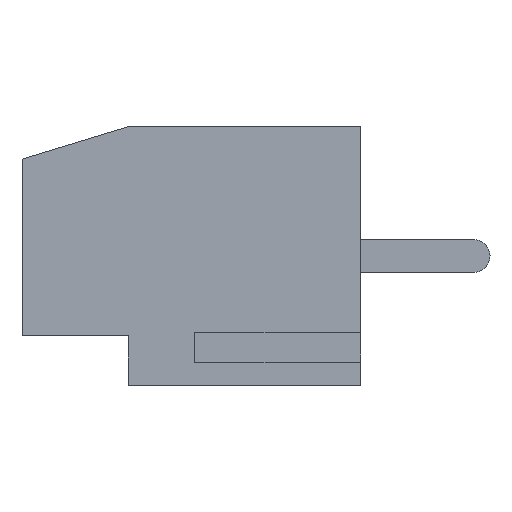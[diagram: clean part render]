
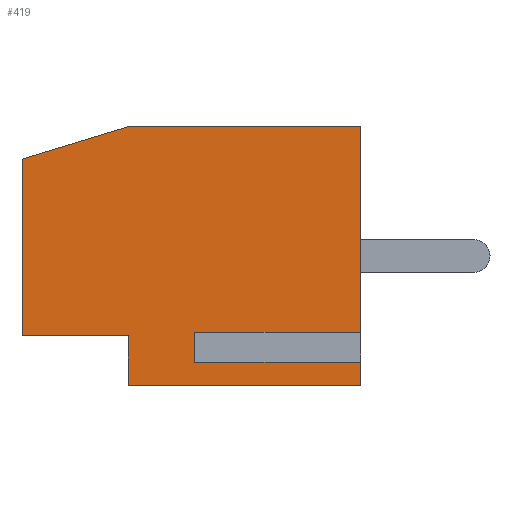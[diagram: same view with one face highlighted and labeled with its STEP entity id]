
A CAD part, left-side view. The second image highlights one B-rep face of the part: STEP entity #419.
In plain terms, the highlighted planar face has unit normal (-1, 0, 0).
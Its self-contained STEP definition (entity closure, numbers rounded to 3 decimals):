
#284 = CARTESIAN_POINT ( 'NONE',  ( -5., 10.2, 2.922 ) ) ;
#325 = CARTESIAN_POINT ( 'NONE',  ( -5., 10.2, -2.4 ) ) ;
#419 = ADVANCED_FACE ( 'NONE', ( #915 ), #2169, .F. ) ;
#476 = CARTESIAN_POINT ( 'NONE',  ( -5., 7., -2.4 ) ) ;
#487 = ORIENTED_EDGE ( 'NONE', *, *, #1301, .F. ) ;
#543 = VERTEX_POINT ( 'NONE', #3897 ) ;
#547 = EDGE_CURVE ( 'NONE', #3262, #2791, #1059, .T. ) ;
#566 = DIRECTION ( 'NONE',  ( 0., 1., 0. ) ) ;
#569 = ORIENTED_EDGE ( 'NONE', *, *, #2835, .F. ) ;
#588 = DIRECTION ( 'NONE',  ( 1., 0., 0. ) ) ;
#589 = EDGE_LOOP ( 'NONE', ( #3361, #1463, #904, #2641, #1107, #487, #703, #3062, #3023, #1482, #569 ) ) ;
#634 = LINE ( 'NONE', #1908, #2484 ) ;
#646 = LINE ( 'NONE', #1918, #2525 ) ;
#703 = ORIENTED_EDGE ( 'NONE', *, *, #3106, .F. ) ;
#704 = VERTEX_POINT ( 'NONE', #325 ) ;
#749 = CARTESIAN_POINT ( 'NONE',  ( -5., 7., -3.9 ) ) ;
#883 = DIRECTION ( 'NONE',  ( 0., 0., -1. ) ) ;
#890 = DIRECTION ( 'NONE',  ( 0., -0.956, 0.292 ) ) ;
#904 = ORIENTED_EDGE ( 'NONE', *, *, #547, .T. ) ;
#915 = FACE_OUTER_BOUND ( 'NONE', #589, .T. ) ;
#922 = LINE ( 'NONE', #2176, #3675 ) ;
#1059 = LINE ( 'NONE', #2307, #2226 ) ;
#1107 = ORIENTED_EDGE ( 'NONE', *, *, #2919, .F. ) ;
#1125 = VECTOR ( 'NONE', #3759, 1000. ) ;
#1183 = VECTOR ( 'NONE', #1750, 1000. ) ;
#1192 = CARTESIAN_POINT ( 'NONE',  ( -5., 0., 3.9 ) ) ;
#1199 = LINE ( 'NONE', #2443, #2568 ) ;
#1231 = LINE ( 'NONE', #2481, #1125 ) ;
#1247 = LINE ( 'NONE', #2498, #2199 ) ;
#1260 = VERTEX_POINT ( 'NONE', #1192 ) ;
#1301 = EDGE_CURVE ( 'NONE', #1678, #1925, #2456, .T. ) ;
#1379 = VERTEX_POINT ( 'NONE', #1916 ) ;
#1463 = ORIENTED_EDGE ( 'NONE', *, *, #3975, .T. ) ;
#1482 = ORIENTED_EDGE ( 'NONE', *, *, #3416, .F. ) ;
#1527 = VECTOR ( 'NONE', #883, 1000. ) ;
#1678 = VERTEX_POINT ( 'NONE', #284 ) ;
#1750 = DIRECTION ( 'NONE',  ( 0., 1., 0. ) ) ;
#1864 = DIRECTION ( 'NONE',  ( 0., 0., -1. ) ) ;
#1908 = CARTESIAN_POINT ( 'NONE',  ( -5., 7., 3.9 ) ) ;
#1916 = CARTESIAN_POINT ( 'NONE',  ( -5., 7., -2.4 ) ) ;
#1918 = CARTESIAN_POINT ( 'NONE',  ( -5., 5., -3.009 ) ) ;
#1925 = VERTEX_POINT ( 'NONE', #3148 ) ;
#1941 = AXIS2_PLACEMENT_3D ( 'NONE', #3424, #588, #1864 ) ;
#2003 = VERTEX_POINT ( 'NONE', #2608 ) ;
#2092 = EDGE_CURVE ( 'NONE', #1379, #704, #3314, .T. ) ;
#2150 = LINE ( 'NONE', #3402, #2812 ) ;
#2169 = PLANE ( 'NONE',  #1941 ) ;
#2176 = CARTESIAN_POINT ( 'NONE',  ( -5., 5., -3.009 ) ) ;
#2199 = VECTOR ( 'NONE', #3777, 1000. ) ;
#2226 = VECTOR ( 'NONE', #3575, 1000. ) ;
#2233 = CARTESIAN_POINT ( 'NONE',  ( -5., 5., -2.491 ) ) ;
#2244 = EDGE_CURVE ( 'NONE', #2003, #3999, #922, .T. ) ;
#2307 = CARTESIAN_POINT ( 'NONE',  ( -5., 5., -2.491 ) ) ;
#2416 = VECTOR ( 'NONE', #890, 1000. ) ;
#2443 = CARTESIAN_POINT ( 'NONE',  ( -5., 10.2, -2.4 ) ) ;
#2448 = LINE ( 'NONE', #3726, #1527 ) ;
#2456 = LINE ( 'NONE', #3733, #2416 ) ;
#2481 = CARTESIAN_POINT ( 'NONE',  ( -5., 7., -3.9 ) ) ;
#2484 = VECTOR ( 'NONE', #3161, 1000. ) ;
#2498 = CARTESIAN_POINT ( 'NONE',  ( -5., 0., 3.9 ) ) ;
#2525 = VECTOR ( 'NONE', #3170, 1000. ) ;
#2557 = CARTESIAN_POINT ( 'NONE',  ( -5., 0., -3.009 ) ) ;
#2568 = VECTOR ( 'NONE', #3719, 1000. ) ;
#2608 = CARTESIAN_POINT ( 'NONE',  ( -5., 5., -3.009 ) ) ;
#2635 = VERTEX_POINT ( 'NONE', #749 ) ;
#2641 = ORIENTED_EDGE ( 'NONE', *, *, #3911, .F. ) ;
#2791 = VERTEX_POINT ( 'NONE', #4016 ) ;
#2812 = VECTOR ( 'NONE', #566, 1000. ) ;
#2835 = EDGE_CURVE ( 'NONE', #3999, #543, #2448, .T. ) ;
#2919 = EDGE_CURVE ( 'NONE', #1925, #1260, #634, .T. ) ;
#3023 = ORIENTED_EDGE ( 'NONE', *, *, #3174, .F. ) ;
#3062 = ORIENTED_EDGE ( 'NONE', *, *, #2092, .F. ) ;
#3106 = EDGE_CURVE ( 'NONE', #704, #1678, #1199, .T. ) ;
#3148 = CARTESIAN_POINT ( 'NONE',  ( -5., 7., 3.9 ) ) ;
#3161 = DIRECTION ( 'NONE',  ( 0., -1., 0. ) ) ;
#3170 = DIRECTION ( 'NONE',  ( 0., 0., 1. ) ) ;
#3174 = EDGE_CURVE ( 'NONE', #2635, #1379, #1231, .T. ) ;
#3262 = VERTEX_POINT ( 'NONE', #2233 ) ;
#3314 = LINE ( 'NONE', #476, #1183 ) ;
#3361 = ORIENTED_EDGE ( 'NONE', *, *, #2244, .F. ) ;
#3402 = CARTESIAN_POINT ( 'NONE',  ( -5., 0., -3.9 ) ) ;
#3416 = EDGE_CURVE ( 'NONE', #543, #2635, #2150, .T. ) ;
#3424 = CARTESIAN_POINT ( 'NONE',  ( -5., 0., 0. ) ) ;
#3429 = DIRECTION ( 'NONE',  ( 0., -1., 0. ) ) ;
#3575 = DIRECTION ( 'NONE',  ( 0., -1., 0. ) ) ;
#3675 = VECTOR ( 'NONE', #3429, 1000. ) ;
#3719 = DIRECTION ( 'NONE',  ( 0., 0., 1. ) ) ;
#3726 = CARTESIAN_POINT ( 'NONE',  ( -5., 0., 3.9 ) ) ;
#3733 = CARTESIAN_POINT ( 'NONE',  ( -5., 10.2, 2.922 ) ) ;
#3759 = DIRECTION ( 'NONE',  ( 0., 0., 1. ) ) ;
#3777 = DIRECTION ( 'NONE',  ( 0., 0., -1. ) ) ;
#3897 = CARTESIAN_POINT ( 'NONE',  ( -5., 0., -3.9 ) ) ;
#3911 = EDGE_CURVE ( 'NONE', #1260, #2791, #1247, .T. ) ;
#3975 = EDGE_CURVE ( 'NONE', #2003, #3262, #646, .T. ) ;
#3999 = VERTEX_POINT ( 'NONE', #2557 ) ;
#4016 = CARTESIAN_POINT ( 'NONE',  ( -5., 0., -2.491 ) ) ;
